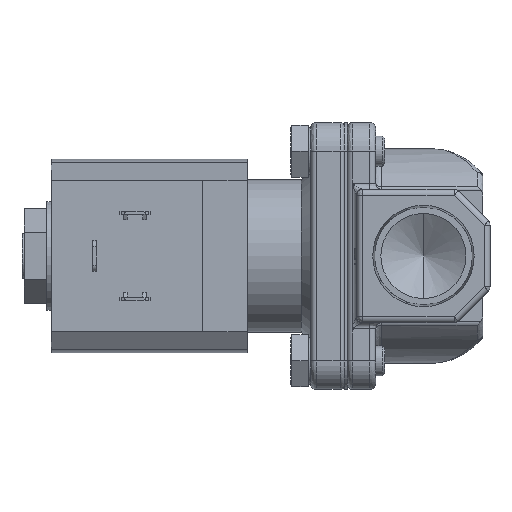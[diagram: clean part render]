
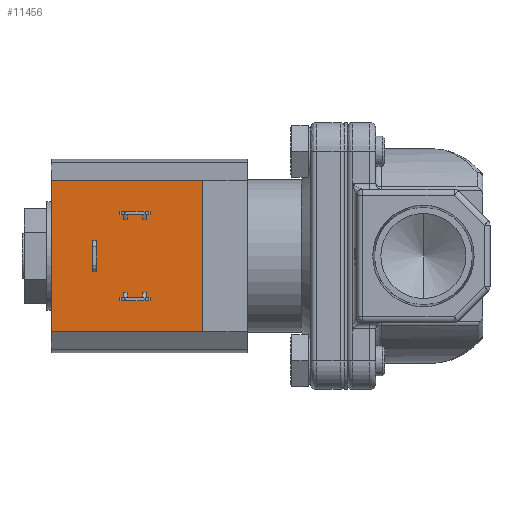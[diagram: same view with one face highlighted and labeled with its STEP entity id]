
A CAD part, left-side view. The second image highlights one B-rep face of the part: STEP entity #11456.
In plain terms, the highlighted planar face has unit normal (-1, 0, 0).
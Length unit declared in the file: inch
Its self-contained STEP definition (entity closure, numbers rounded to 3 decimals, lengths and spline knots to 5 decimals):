
#18 = FACE_OUTER_BOUND ( 'NONE', #12680, .T. ) ;
#21 = VERTEX_POINT ( 'NONE', #1445 ) ;
#341 = ORIENTED_EDGE ( 'NONE', *, *, #5039, .T. ) ;
#737 = CARTESIAN_POINT ( 'NONE',  ( -0.982, 1.166, -0.625 ) ) ;
#873 = CARTESIAN_POINT ( 'NONE',  ( -0.982, 2.075, -0.1265 ) ) ;
#881 = VERTEX_POINT ( 'NONE', #8276 ) ;
#937 = DIRECTION ( 'NONE',  ( 0., -1., 0. ) ) ;
#1039 = EDGE_CURVE ( 'NONE', #10529, #6449, #18388, .T. ) ;
#1269 = CARTESIAN_POINT ( 'NONE',  ( -0.982, 1.166, 0.625 ) ) ;
#1387 = FACE_BOUND ( 'NONE', #12427, .T. ) ;
#1404 = VECTOR ( 'NONE', #13341, 39.37008 ) ;
#1439 = LINE ( 'NONE', #7213, #9603 ) ;
#1445 = CARTESIAN_POINT ( 'NONE',  ( -0.982, 1.85, -0.371 ) ) ;
#1731 = VECTOR ( 'NONE', #12311, 39.37008 ) ;
#1734 = EDGE_CURVE ( 'NONE', #16272, #19207, #10091, .T. ) ;
#1878 = LINE ( 'NONE', #7849, #16230 ) ;
#2035 = DIRECTION ( 'NONE',  ( 0., 0., 1. ) ) ;
#2321 = CARTESIAN_POINT ( 'NONE',  ( -0.982, 2.416, 0.625 ) ) ;
#2568 = CARTESIAN_POINT ( 'NONE',  ( -0.982, 2.043, 0.1265 ) ) ;
#2868 = CARTESIAN_POINT ( 'NONE',  ( -0.982, 2.075, -0.625 ) ) ;
#3226 = ORIENTED_EDGE ( 'NONE', *, *, #5083, .T. ) ;
#3742 = LINE ( 'NONE', #16904, #15831 ) ;
#4083 = VECTOR ( 'NONE', #9823, 39.37008 ) ;
#4249 = AXIS2_PLACEMENT_3D ( 'NONE', #11687, #14529, #17779 ) ;
#4260 = ORIENTED_EDGE ( 'NONE', *, *, #10130, .T. ) ;
#4440 = FACE_BOUND ( 'NONE', #10010, .T. ) ;
#4654 = ORIENTED_EDGE ( 'NONE', *, *, #1734, .T. ) ;
#5039 = EDGE_CURVE ( 'NONE', #18032, #16272, #9373, .T. ) ;
#5083 = EDGE_CURVE ( 'NONE', #881, #14089, #6014, .T. ) ;
#5293 = ORIENTED_EDGE ( 'NONE', *, *, #6102, .T. ) ;
#5771 = CARTESIAN_POINT ( 'NONE',  ( -0.982, 2.416, 0. ) ) ;
#5804 = PLANE ( 'NONE',  #4249 ) ;
#6010 = LINE ( 'NONE', #11999, #15491 ) ;
#6014 = LINE ( 'NONE', #19349, #1731 ) ;
#6020 = CARTESIAN_POINT ( 'NONE',  ( -0.982, 1.85, 0.339 ) ) ;
#6049 = VERTEX_POINT ( 'NONE', #8084 ) ;
#6102 = EDGE_CURVE ( 'NONE', #17805, #6049, #8538, .T. ) ;
#6111 = CARTESIAN_POINT ( 'NONE',  ( -0.982, 2.043, -0.625 ) ) ;
#6188 = EDGE_CURVE ( 'NONE', #11677, #18182, #12184, .T. ) ;
#6339 = CARTESIAN_POINT ( 'NONE',  ( -0.982, 1.85, -0.625 ) ) ;
#6343 = CARTESIAN_POINT ( 'NONE',  ( -0.982, 1.6, 0.339 ) ) ;
#6449 = VERTEX_POINT ( 'NONE', #16595 ) ;
#6573 = ORIENTED_EDGE ( 'NONE', *, *, #8559, .T. ) ;
#6887 = ORIENTED_EDGE ( 'NONE', *, *, #11871, .T. ) ;
#7022 = VECTOR ( 'NONE', #16461, 39.37008 ) ;
#7193 = VERTEX_POINT ( 'NONE', #8871 ) ;
#7213 = CARTESIAN_POINT ( 'NONE',  ( -0.982, 2.075, -0.1265 ) ) ;
#7282 = ORIENTED_EDGE ( 'NONE', *, *, #18404, .T. ) ;
#7430 = EDGE_LOOP ( 'NONE', ( #14656, #11192, #9378, #8309 ) ) ;
#7582 = DIRECTION ( 'NONE',  ( 0., 0., -1. ) ) ;
#7754 = ORIENTED_EDGE ( 'NONE', *, *, #9245, .T. ) ;
#7849 = CARTESIAN_POINT ( 'NONE',  ( -0.982, 1.166, 0.339 ) ) ;
#8019 = VECTOR ( 'NONE', #937, 39.37008 ) ;
#8084 = CARTESIAN_POINT ( 'NONE',  ( -0.982, 1.85, 0.371 ) ) ;
#8276 = CARTESIAN_POINT ( 'NONE',  ( -0.982, 1.85, -0.339 ) ) ;
#8309 = ORIENTED_EDGE ( 'NONE', *, *, #11947, .T. ) ;
#8456 = CARTESIAN_POINT ( 'NONE',  ( -0.982, 1.6, -0.371 ) ) ;
#8538 = LINE ( 'NONE', #19129, #4083 ) ;
#8559 = EDGE_CURVE ( 'NONE', #17678, #18032, #11254, .T. ) ;
#8871 = CARTESIAN_POINT ( 'NONE',  ( -0.982, 1.6, 0.371 ) ) ;
#8968 = EDGE_CURVE ( 'NONE', #12683, #17805, #1878, .T. ) ;
#9245 = EDGE_CURVE ( 'NONE', #13428, #21, #12894, .T. ) ;
#9326 = DIRECTION ( 'NONE',  ( 0., 1., 0. ) ) ;
#9373 = LINE ( 'NONE', #16534, #14253 ) ;
#9378 = ORIENTED_EDGE ( 'NONE', *, *, #1039, .T. ) ;
#9536 = EDGE_CURVE ( 'NONE', #14089, #13428, #6010, .T. ) ;
#9603 = VECTOR ( 'NONE', #10067, 39.37008 ) ;
#9651 = VECTOR ( 'NONE', #15563, 39.37008 ) ;
#9823 = DIRECTION ( 'NONE',  ( 0., 0., 1. ) ) ;
#10010 = EDGE_LOOP ( 'NONE', ( #4260, #3226, #14125, #7754 ) ) ;
#10067 = DIRECTION ( 'NONE',  ( 0., 1., 0. ) ) ;
#10091 = LINE ( 'NONE', #1269, #13066 ) ;
#10130 = EDGE_CURVE ( 'NONE', #21, #881, #10757, .T. ) ;
#10199 = LINE ( 'NONE', #5771, #1404 ) ;
#10405 = CARTESIAN_POINT ( 'NONE',  ( -0.982, 2.075, 0.1265 ) ) ;
#10476 = VECTOR ( 'NONE', #2035, 39.37008 ) ;
#10529 = VERTEX_POINT ( 'NONE', #2568 ) ;
#10727 = DIRECTION ( 'NONE',  ( 0., 0., -1. ) ) ;
#10757 = LINE ( 'NONE', #6339, #10476 ) ;
#10895 = EDGE_CURVE ( 'NONE', #17678, #19207, #10199, .T. ) ;
#11016 = LINE ( 'NONE', #19288, #7022 ) ;
#11050 = CARTESIAN_POINT ( 'NONE',  ( -0.982, 1.166, -0.371 ) ) ;
#11192 = ORIENTED_EDGE ( 'NONE', *, *, #13686, .F. ) ;
#11254 = LINE ( 'NONE', #737, #19017 ) ;
#11295 = VECTOR ( 'NONE', #17869, 39.37008 ) ;
#11456 = ADVANCED_FACE ( 'Defeatured_0_358', ( #4440, #13180, #18, #1387 ), #5804, .T. ) ;
#11677 = VERTEX_POINT ( 'NONE', #873 ) ;
#11687 = CARTESIAN_POINT ( 'NONE',  ( -0.982, 1.166, -0.625 ) ) ;
#11871 = EDGE_CURVE ( 'NONE', #6049, #7193, #15483, .T. ) ;
#11947 = EDGE_CURVE ( 'NONE', #6449, #11677, #1439, .T. ) ;
#11999 = CARTESIAN_POINT ( 'NONE',  ( -0.982, 1.6, -0.625 ) ) ;
#12184 = LINE ( 'NONE', #2868, #11295 ) ;
#12311 = DIRECTION ( 'NONE',  ( 0., -1., 0. ) ) ;
#12427 = EDGE_LOOP ( 'NONE', ( #5293, #6887, #7282, #15352 ) ) ;
#12680 = EDGE_LOOP ( 'NONE', ( #341, #4654, #15555, #6573 ) ) ;
#12683 = VERTEX_POINT ( 'NONE', #6343 ) ;
#12894 = LINE ( 'NONE', #11050, #9651 ) ;
#13066 = VECTOR ( 'NONE', #19198, 39.37008 ) ;
#13180 = FACE_BOUND ( 'NONE', #7430, .T. ) ;
#13341 = DIRECTION ( 'NONE',  ( 0., 0., 1. ) ) ;
#13428 = VERTEX_POINT ( 'NONE', #8456 ) ;
#13487 = DIRECTION ( 'NONE',  ( 0., 0., 1. ) ) ;
#13686 = EDGE_CURVE ( 'NONE', #10529, #18182, #11016, .T. ) ;
#14007 = DIRECTION ( 'NONE',  ( 0., -1., 0. ) ) ;
#14089 = VERTEX_POINT ( 'NONE', #18750 ) ;
#14125 = ORIENTED_EDGE ( 'NONE', *, *, #9536, .T. ) ;
#14253 = VECTOR ( 'NONE', #13487, 39.37008 ) ;
#14529 = DIRECTION ( 'NONE',  ( -1., 0., 0. ) ) ;
#14656 = ORIENTED_EDGE ( 'NONE', *, *, #6188, .T. ) ;
#14724 = CARTESIAN_POINT ( 'NONE',  ( -0.982, 1.166, 0.625 ) ) ;
#15352 = ORIENTED_EDGE ( 'NONE', *, *, #8968, .T. ) ;
#15483 = LINE ( 'NONE', #16969, #8019 ) ;
#15491 = VECTOR ( 'NONE', #10727, 39.37008 ) ;
#15555 = ORIENTED_EDGE ( 'NONE', *, *, #10895, .F. ) ;
#15563 = DIRECTION ( 'NONE',  ( 0., 1., 0. ) ) ;
#15831 = VECTOR ( 'NONE', #18815, 39.37008 ) ;
#15881 = VECTOR ( 'NONE', #7582, 39.37008 ) ;
#16230 = VECTOR ( 'NONE', #9326, 39.37008 ) ;
#16272 = VERTEX_POINT ( 'NONE', #14724 ) ;
#16461 = DIRECTION ( 'NONE',  ( 0., 1., 0. ) ) ;
#16534 = CARTESIAN_POINT ( 'NONE',  ( -0.982, 1.166, -0.625 ) ) ;
#16595 = CARTESIAN_POINT ( 'NONE',  ( -0.982, 2.043, -0.1265 ) ) ;
#16904 = CARTESIAN_POINT ( 'NONE',  ( -0.982, 1.6, -0.625 ) ) ;
#16969 = CARTESIAN_POINT ( 'NONE',  ( -0.982, 1.166, 0.371 ) ) ;
#17414 = CARTESIAN_POINT ( 'NONE',  ( -0.982, 2.416, -0.625 ) ) ;
#17611 = CARTESIAN_POINT ( 'NONE',  ( -0.982, 1.166, -0.625 ) ) ;
#17678 = VERTEX_POINT ( 'NONE', #17414 ) ;
#17779 = DIRECTION ( 'NONE',  ( 0., 0., 1. ) ) ;
#17805 = VERTEX_POINT ( 'NONE', #6020 ) ;
#17869 = DIRECTION ( 'NONE',  ( 0., 0., 1. ) ) ;
#18032 = VERTEX_POINT ( 'NONE', #17611 ) ;
#18182 = VERTEX_POINT ( 'NONE', #10405 ) ;
#18388 = LINE ( 'NONE', #6111, #15881 ) ;
#18404 = EDGE_CURVE ( 'NONE', #7193, #12683, #3742, .T. ) ;
#18750 = CARTESIAN_POINT ( 'NONE',  ( -0.982, 1.6, -0.339 ) ) ;
#18815 = DIRECTION ( 'NONE',  ( 0., 0., -1. ) ) ;
#19017 = VECTOR ( 'NONE', #14007, 39.37008 ) ;
#19129 = CARTESIAN_POINT ( 'NONE',  ( -0.982, 1.85, -0.625 ) ) ;
#19198 = DIRECTION ( 'NONE',  ( 0., 1., 0. ) ) ;
#19207 = VERTEX_POINT ( 'NONE', #2321 ) ;
#19288 = CARTESIAN_POINT ( 'NONE',  ( -0.982, 2.075, 0.1265 ) ) ;
#19349 = CARTESIAN_POINT ( 'NONE',  ( -0.982, 1.166, -0.339 ) ) ;
